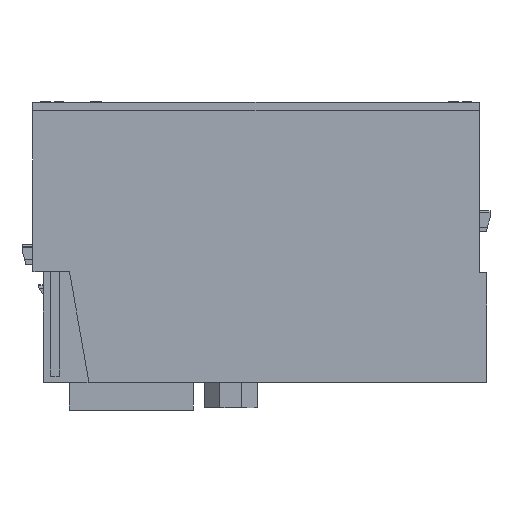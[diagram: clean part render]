
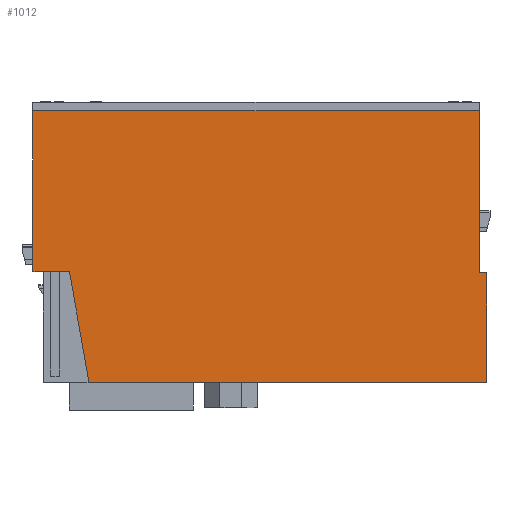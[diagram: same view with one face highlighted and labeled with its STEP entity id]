
A CAD part, left-side view. The second image highlights one B-rep face of the part: STEP entity #1012.
In plain terms, the highlighted face is planar.
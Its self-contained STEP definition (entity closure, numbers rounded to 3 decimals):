
#1012=ADVANCED_FACE('',(#2369),#1731,.F.);
#1731=PLANE('',#13533);
#2369=FACE_OUTER_BOUND('',#3064,.T.);
#3064=EDGE_LOOP('',(#4080,#4081,#4082,#4083,#4084,#4085,#4086,#4087));
#4080=ORIENTED_EDGE('',*,*,#8688,.F.);
#4081=ORIENTED_EDGE('',*,*,#8689,.T.);
#4082=ORIENTED_EDGE('',*,*,#8514,.F.);
#4083=ORIENTED_EDGE('',*,*,#8687,.F.);
#4084=ORIENTED_EDGE('',*,*,#8685,.F.);
#4085=ORIENTED_EDGE('',*,*,#8569,.F.);
#4086=ORIENTED_EDGE('',*,*,#8640,.F.);
#4087=ORIENTED_EDGE('',*,*,#8649,.F.);
#7333=VERTEX_POINT('',#17251);
#7334=VERTEX_POINT('',#17253);
#7385=VERTEX_POINT('',#17393);
#7386=VERTEX_POINT('',#17395);
#7440=VERTEX_POINT('',#17558);
#7446=VERTEX_POINT('',#17573);
#7475=VERTEX_POINT('',#17698);
#7476=VERTEX_POINT('',#17706);
#8514=EDGE_CURVE('',#7333,#7334,#10269,.T.);
#8569=EDGE_CURVE('',#7385,#7386,#10318,.T.);
#8640=EDGE_CURVE('',#7440,#7385,#10381,.T.);
#8649=EDGE_CURVE('',#7446,#7440,#10390,.T.);
#8685=EDGE_CURVE('',#7386,#7475,#10418,.T.);
#8687=EDGE_CURVE('',#7475,#7333,#10420,.T.);
#8688=EDGE_CURVE('',#7476,#7446,#10421,.T.);
#8689=EDGE_CURVE('',#7476,#7334,#10422,.T.);
#10269=LINE('',#17252,#11863);
#10318=LINE('',#17394,#11912);
#10381=LINE('',#17557,#11975);
#10390=LINE('',#17574,#11984);
#10418=LINE('',#17700,#12012);
#10420=LINE('',#17703,#12014);
#10421=LINE('',#17705,#12015);
#10422=LINE('',#17707,#12016);
#11863=VECTOR('',#14235,1.);
#11912=VECTOR('',#14294,1.);
#11975=VECTOR('',#14389,1.);
#11984=VECTOR('',#14400,1.);
#12012=VECTOR('',#14440,1.);
#12014=VECTOR('',#14444,1.);
#12015=VECTOR('',#14447,1.);
#12016=VECTOR('',#14448,1.);
#13533=AXIS2_PLACEMENT_3D('',#17708,#14449,#14450);
#14235=DIRECTION('',(0.,-1.,0.));
#14294=DIRECTION('',(0.,0.,-1.));
#14389=DIRECTION('',(0.,1.,0.));
#14400=DIRECTION('',(0.,0.,1.));
#14440=DIRECTION('',(0.,1.,0.));
#14444=DIRECTION('',(0.,0.,-1.));
#14447=DIRECTION('',(0.,-1.,0.));
#14448=DIRECTION('',(0.,0.174,-0.985));
#14449=DIRECTION('',(-1.,0.,0.));
#14450=DIRECTION('',(0.,0.,1.));
#17251=CARTESIAN_POINT('',(15.,82.6,0.));
#17252=CARTESIAN_POINT('',(15.,82.6,0.));
#17253=CARTESIAN_POINT('',(15.,10.2,0.));
#17393=CARTESIAN_POINT('',(15.,81.2,49.5));
#17394=CARTESIAN_POINT('',(15.,81.2,49.5));
#17395=CARTESIAN_POINT('',(15.,81.2,20.));
#17557=CARTESIAN_POINT('',(15.,0.,49.5));
#17558=CARTESIAN_POINT('',(15.,0.,49.5));
#17573=CARTESIAN_POINT('',(15.,0.,20.2));
#17574=CARTESIAN_POINT('',(15.,0.,20.2));
#17698=CARTESIAN_POINT('',(15.,82.6,20.));
#17700=CARTESIAN_POINT('',(15.,81.2,20.));
#17703=CARTESIAN_POINT('',(15.,82.6,20.));
#17705=CARTESIAN_POINT('',(15.,1.9,20.2));
#17706=CARTESIAN_POINT('',(15.,6.638,20.2));
#17707=CARTESIAN_POINT('',(15.,6.638,20.2));
#17708=CARTESIAN_POINT('',(15.,1.9,0.));
